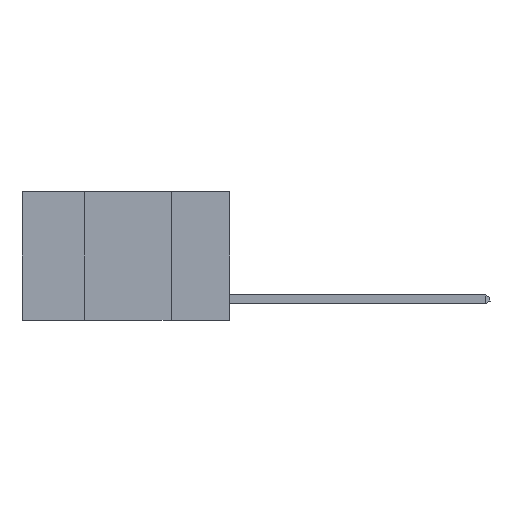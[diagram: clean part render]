
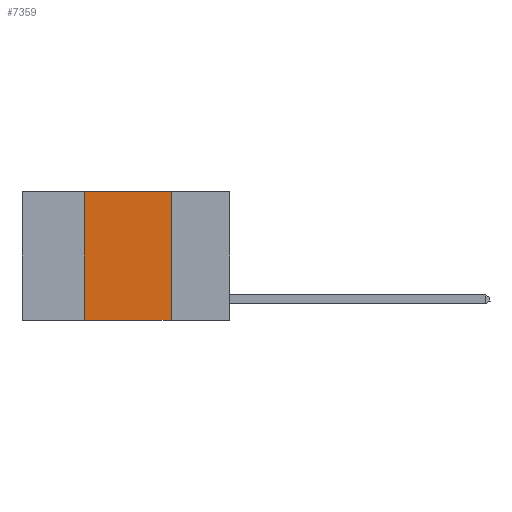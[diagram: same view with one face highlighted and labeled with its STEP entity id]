
A CAD part, left-side view. The second image highlights one B-rep face of the part: STEP entity #7359.
In plain terms, the highlighted planar face has unit normal (-1, 0, 0).
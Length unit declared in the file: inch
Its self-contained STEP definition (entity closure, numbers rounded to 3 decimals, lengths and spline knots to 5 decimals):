
#103 = DIRECTION ( 'NONE',  ( 0., 0., -1. ) ) ;
#1016 = CARTESIAN_POINT ( 'NONE',  ( 0., 0.42, -0.37 ) ) ;
#1430 = CARTESIAN_POINT ( 'NONE',  ( 0., 0.6, 0. ) ) ;
#3233 = CARTESIAN_POINT ( 'NONE',  ( 0., 0.6, 0. ) ) ;
#3241 = VERTEX_POINT ( 'NONE', #13960 ) ;
#4294 = VECTOR ( 'NONE', #9146, 39.37008 ) ;
#4553 = ORIENTED_EDGE ( 'NONE', *, *, #13764, .F. ) ;
#5882 = CARTESIAN_POINT ( 'NONE',  ( 0., 0.42, 0. ) ) ;
#6121 = ORIENTED_EDGE ( 'NONE', *, *, #8069, .T. ) ;
#6214 = EDGE_CURVE ( 'NONE', #7898, #3241, #20072, .T. ) ;
#6635 = PLANE ( 'NONE',  #18390 ) ;
#6888 = LINE ( 'NONE', #5882, #4294 ) ;
#7359 = ADVANCED_FACE ( 'NONE', ( #9571 ), #6635, .F. ) ;
#7789 = LINE ( 'NONE', #12996, #17454 ) ;
#7898 = VERTEX_POINT ( 'NONE', #16192 ) ;
#8069 = EDGE_CURVE ( 'NONE', #9429, #11346, #7789, .T. ) ;
#9146 = DIRECTION ( 'NONE',  ( 0., 0., 1. ) ) ;
#9429 = VERTEX_POINT ( 'NONE', #1016 ) ;
#9571 = FACE_OUTER_BOUND ( 'NONE', #16729, .T. ) ;
#11063 = DIRECTION ( 'NONE',  ( 0., 0., -1. ) ) ;
#11346 = VERTEX_POINT ( 'NONE', #17016 ) ;
#11473 = VECTOR ( 'NONE', #11063, 39.37008 ) ;
#12996 = CARTESIAN_POINT ( 'NONE',  ( 0., 0.6, -0.37 ) ) ;
#13446 = ORIENTED_EDGE ( 'NONE', *, *, #6214, .F. ) ;
#13603 = ORIENTED_EDGE ( 'NONE', *, *, #16372, .F. ) ;
#13764 = EDGE_CURVE ( 'NONE', #9429, #7898, #6888, .T. ) ;
#13960 = CARTESIAN_POINT ( 'NONE',  ( 0., 0.17, 0. ) ) ;
#14217 = CARTESIAN_POINT ( 'NONE',  ( 0., 0.17, 0. ) ) ;
#14540 = DIRECTION ( 'NONE',  ( 0., -1., 0. ) ) ;
#14592 = DIRECTION ( 'NONE',  ( 0., -1., 0. ) ) ;
#14778 = DIRECTION ( 'NONE',  ( 1., 0., 0. ) ) ;
#15262 = VECTOR ( 'NONE', #14540, 39.37008 ) ;
#16192 = CARTESIAN_POINT ( 'NONE',  ( 0., 0.42, 0. ) ) ;
#16372 = EDGE_CURVE ( 'NONE', #3241, #11346, #19610, .T. ) ;
#16729 = EDGE_LOOP ( 'NONE', ( #13603, #13446, #4553, #6121 ) ) ;
#17016 = CARTESIAN_POINT ( 'NONE',  ( 0., 0.17, -0.37 ) ) ;
#17454 = VECTOR ( 'NONE', #14592, 39.37008 ) ;
#18390 = AXIS2_PLACEMENT_3D ( 'NONE', #3233, #14778, #103 ) ;
#19610 = LINE ( 'NONE', #14217, #11473 ) ;
#20072 = LINE ( 'NONE', #1430, #15262 ) ;
